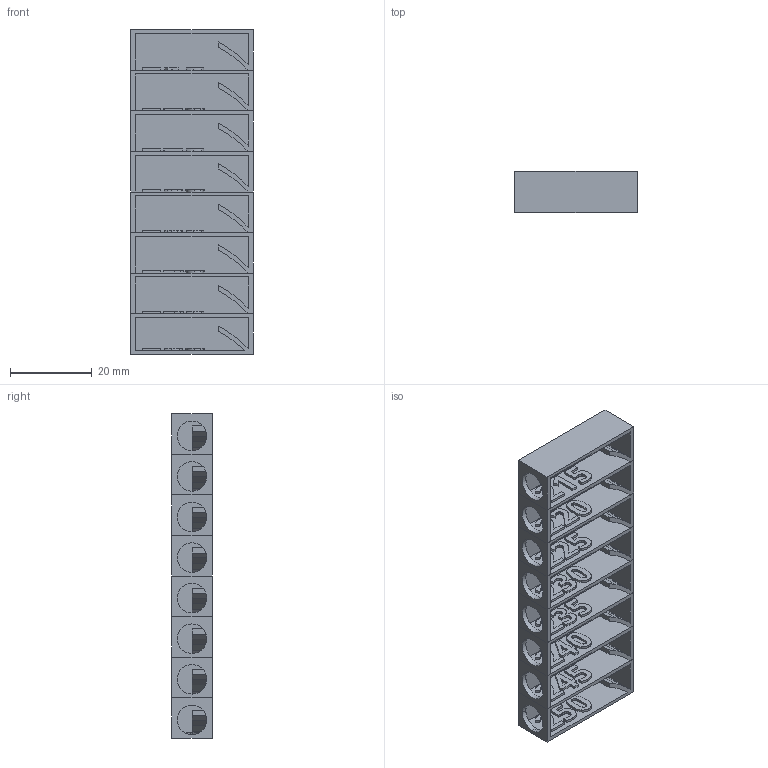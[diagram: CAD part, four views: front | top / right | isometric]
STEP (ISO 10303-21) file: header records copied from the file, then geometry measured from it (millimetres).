
FILE_DESCRIPTION(('FreeCAD Model'),'2;1');
FILE_NAME('Open CASCADE Shape Model','2023-07-20T10:57:04',(''),(''), 'Open CASCADE STEP processor 7.6','FreeCAD','Unknown');
FILE_SCHEMA(('AUTOMOTIVE_DESIGN { 1 0 10303 214 1 1 1 1 }'));
Length unit declared in the file: millimetre
Products named in the file (1): TempTower
Bounding box: 30 x 10 x 79.2 mm (x, y, z)
Volume: 6996.5 mm3; surface area: 13728.2 mm2
Topology: 8 solids, 8 shells, 728 faces, 2039 edges, 1356 vertices
Faces by surface type: extrusion 374, plane 345, cylinder 9
Full cylindrical faces by diameter (mm): 7.2 x7
Entity records: 50268 total; most frequent: CARTESIAN_POINT 11989, DIRECTION 5708, VECTOR 4953, LINE 4579, ORIENTED_EDGE 4074, PCURVE 4074, DEFINITIONAL_REPRESENTATION 4074, EDGE_CURVE 2037
